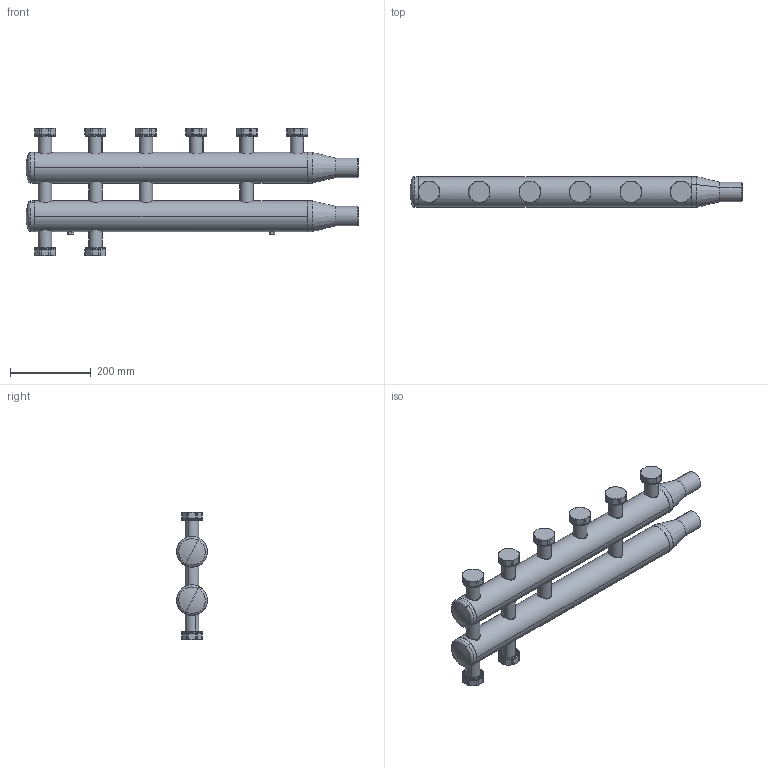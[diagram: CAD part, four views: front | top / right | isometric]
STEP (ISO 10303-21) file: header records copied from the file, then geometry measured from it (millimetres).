
FILE_DESCRIPTION(('CATIA V5 STEP Exchange','CAx-IF Rec.Pracs.--- Model Styling and Organization---1.4--- 2014-01-23','CAx-IF Rec.Pracs.---3D Tessellated Data Validation Properties---0.5---2014-09-14'),'2;1');
FILE_NAME('STEP_550031_-_TST.stp','2022-01-17T11:29:19+00:00',('none'),('none'),'CATIA Version 5-6 Release 2019 SP3','CATIA V5 STEP AP242 v1','none');
FILE_SCHEMA(('AP242_MANAGED_MODEL_BASED_3D_ENGINEERING_MIM_LF {1 0 10303 442 1 1 4}'));
Length unit declared in the file: millimetre
Products named in the file (1): 550031 - TST
Bounding box: 822.9 x 76.1 x 317.1 mm (x, y, z)
Volume: 7767616.2 mm3; surface area: 504964 mm2
Topology: 3 solids, 21 shells, 1584 faces, 3614 edges, 2102 vertices
Faces by surface type: cylinder 516, bspline 304, torus 256, plane 188, sphere 164, cone 156
Entity records: 64239 total; most frequent: CARTESIAN_POINT 33129, ORIENTED_EDGE 7172, DIRECTION 3947, EDGE_CURVE 3586, AXIS2_PLACEMENT_3D 2338, VERTEX_POINT 2102, EDGE_LOOP 1652, ADVANCED_FACE 1584
